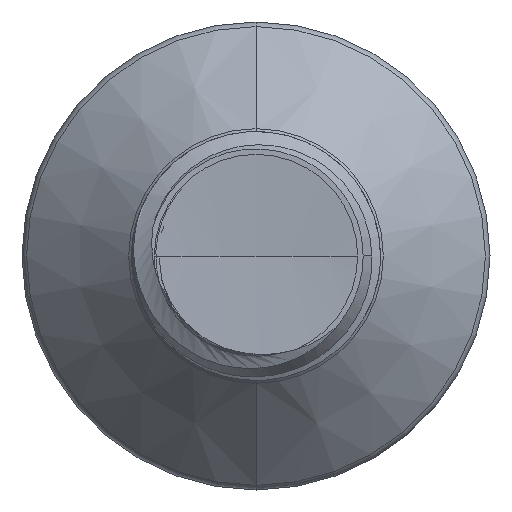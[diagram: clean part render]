
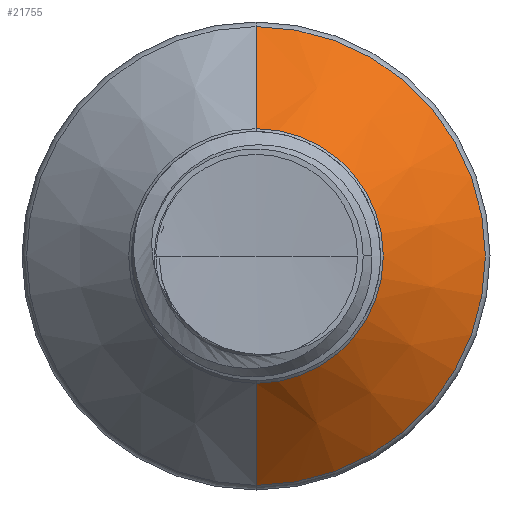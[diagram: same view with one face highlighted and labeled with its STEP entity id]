
A CAD part, front view. The second image highlights one B-rep face of the part: STEP entity #21755.
In plain terms, the highlighted conical face has half-angle 45 degrees and reference radius 1.278 mm.
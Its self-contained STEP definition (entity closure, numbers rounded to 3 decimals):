
#856 = EDGE_CURVE ( 'NONE', #17275, #9675, #13615, .T. ) ;
#3381 = EDGE_CURVE ( 'NONE', #13406, #9675, #5582, .T. ) ;
#3684 = CONICAL_SURFACE ( 'NONE', #14606, 1.278, 0.785 ) ;
#5582 = CIRCLE ( 'NONE', #24139, 2.303 ) ;
#5701 = DIRECTION ( 'NONE',  ( 0., 1., 0. ) ) ;
#6015 = DIRECTION ( 'NONE',  ( 0., 1., 0. ) ) ;
#7430 = VECTOR ( 'NONE', #19832, 1000. ) ;
#7481 = EDGE_CURVE ( 'NONE', #26854, #13406, #16433, .T. ) ;
#7739 = CARTESIAN_POINT ( 'NONE',  ( 0., 8.314, 0. ) ) ;
#8482 = CARTESIAN_POINT ( 'NONE',  ( 0., 9.339, 0. ) ) ;
#9085 = CIRCLE ( 'NONE', #9841, 1.278 ) ;
#9577 = VECTOR ( 'NONE', #14329, 1000. ) ;
#9675 = VERTEX_POINT ( 'NONE', #23189 ) ;
#9841 = AXIS2_PLACEMENT_3D ( 'NONE', #19875, #6015, #22124 ) ;
#10829 = DIRECTION ( 'NONE',  ( 0., 0., 1. ) ) ;
#13406 = VERTEX_POINT ( 'NONE', #27087 ) ;
#13615 = LINE ( 'NONE', #19804, #7430 ) ;
#14226 = CARTESIAN_POINT ( 'NONE',  ( 0., 8.314, 1.278 ) ) ;
#14329 = DIRECTION ( 'NONE',  ( 0., 0.707, 0.707 ) ) ;
#14606 = AXIS2_PLACEMENT_3D ( 'NONE', #7739, #5701, #17055 ) ;
#16200 = ORIENTED_EDGE ( 'NONE', *, *, #29307, .T. ) ;
#16228 = ORIENTED_EDGE ( 'NONE', *, *, #7481, .F. ) ;
#16433 = LINE ( 'NONE', #14226, #9577 ) ;
#16742 = FACE_OUTER_BOUND ( 'NONE', #24244, .T. ) ;
#17055 = DIRECTION ( 'NONE',  ( 0., 0., 1. ) ) ;
#17275 = VERTEX_POINT ( 'NONE', #22631 ) ;
#18852 = CARTESIAN_POINT ( 'NONE',  ( 0., 8.314, 1.278 ) ) ;
#19804 = CARTESIAN_POINT ( 'NONE',  ( 0., 8.314, -1.278 ) ) ;
#19832 = DIRECTION ( 'NONE',  ( 0., 0.707, -0.707 ) ) ;
#19875 = CARTESIAN_POINT ( 'NONE',  ( 0., 8.314, 0. ) ) ;
#21755 = ADVANCED_FACE ( 'NONE', ( #16742 ), #3684, .T. ) ;
#22124 = DIRECTION ( 'NONE',  ( 0., 0., 1. ) ) ;
#22631 = CARTESIAN_POINT ( 'NONE',  ( 0., 8.314, -1.278 ) ) ;
#23189 = CARTESIAN_POINT ( 'NONE',  ( 0., 9.339, -2.303 ) ) ;
#23568 = ORIENTED_EDGE ( 'NONE', *, *, #3381, .F. ) ;
#23670 = ORIENTED_EDGE ( 'NONE', *, *, #856, .T. ) ;
#24139 = AXIS2_PLACEMENT_3D ( 'NONE', #8482, #24417, #10829 ) ;
#24244 = EDGE_LOOP ( 'NONE', ( #16200, #23670, #23568, #16228 ) ) ;
#24417 = DIRECTION ( 'NONE',  ( 0., 1., 0. ) ) ;
#26854 = VERTEX_POINT ( 'NONE', #18852 ) ;
#27087 = CARTESIAN_POINT ( 'NONE',  ( 0., 9.339, 2.303 ) ) ;
#29307 = EDGE_CURVE ( 'NONE', #26854, #17275, #9085, .T. ) ;
